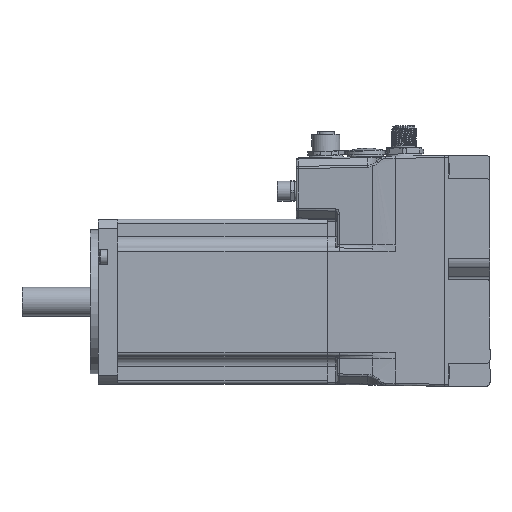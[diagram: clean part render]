
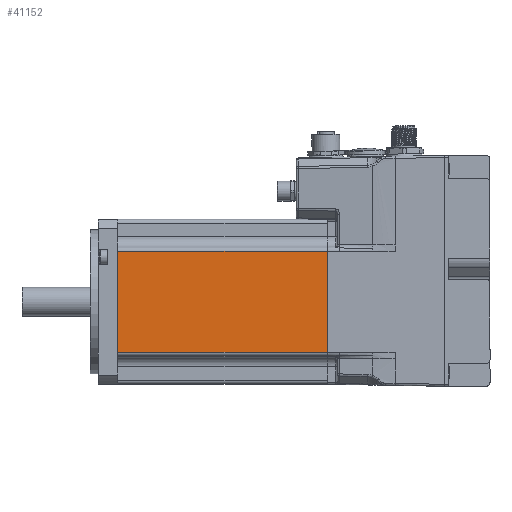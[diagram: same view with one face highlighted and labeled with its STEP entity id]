
A CAD part, left-side view. The second image highlights one B-rep face of the part: STEP entity #41152.
In plain terms, the highlighted planar face has unit normal (-1, 0, 0).
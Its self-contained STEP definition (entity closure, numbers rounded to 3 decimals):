
#3827=FACE_OUTER_BOUND('',#6221,.T.);
#6221=EDGE_LOOP('',(#35245,#35246,#35247,#35248));
#11522=LINE('',#110193,#14534);
#11528=LINE('',#110224,#14540);
#11553=LINE('',#110296,#14565);
#11554=LINE('',#110298,#14566);
#14534=VECTOR('',#55339,49.);
#14540=VECTOR('',#55369,49.);
#14565=VECTOR('',#55444,101.5);
#14566=VECTOR('',#55447,101.5);
#18432=VERTEX_POINT('',#110190);
#18433=VERTEX_POINT('',#110192);
#18445=VERTEX_POINT('',#110221);
#18446=VERTEX_POINT('',#110223);
#24054=EDGE_CURVE('',#18433,#18432,#11522,.T.);
#24069=EDGE_CURVE('',#18445,#18446,#11528,.T.);
#24106=EDGE_CURVE('',#18433,#18445,#11553,.T.);
#24107=EDGE_CURVE('',#18446,#18432,#11554,.T.);
#35245=ORIENTED_EDGE('',*,*,#24107,.F.);
#35246=ORIENTED_EDGE('',*,*,#24069,.F.);
#35247=ORIENTED_EDGE('',*,*,#24106,.F.);
#35248=ORIENTED_EDGE('',*,*,#24054,.T.);
#36893=PLANE('',#45012);
#41152=ADVANCED_FACE('',(#3827),#36893,.T.);
#45012=AXIS2_PLACEMENT_3D('',#110297,#55445,#55446);
#55339=DIRECTION('',(0.,0.,1.));
#55369=DIRECTION('',(0.,0.,1.));
#55444=DIRECTION('',(0.,1.,0.));
#55445=DIRECTION('center_axis',(-1.,0.,0.));
#55446=DIRECTION('ref_axis',(0.,0.,
1.));
#55447=DIRECTION('',(0.,-1.,0.));
#110190=CARTESIAN_POINT('',(-40.,0.,24.5));
#110192=CARTESIAN_POINT('',(-40.,0.,-24.5));
#110193=CARTESIAN_POINT('',(-40.,0.,-24.5));
#110221=CARTESIAN_POINT('',(-40.,101.5,-24.5));
#110223=CARTESIAN_POINT('',(-40.,101.5,24.5));
#110224=CARTESIAN_POINT('',(-40.,101.5,-24.5));
#110296=CARTESIAN_POINT('',(-40.,0.,-24.5));
#110297=CARTESIAN_POINT('Origin',(-40.,0.,-26.5));
#110298=CARTESIAN_POINT('',(-40.,101.5,24.5));
